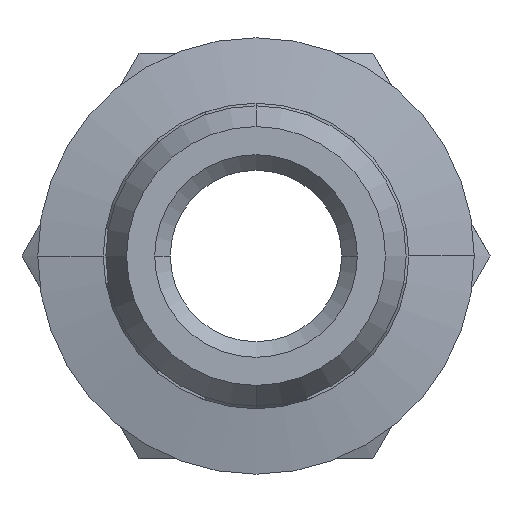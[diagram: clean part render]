
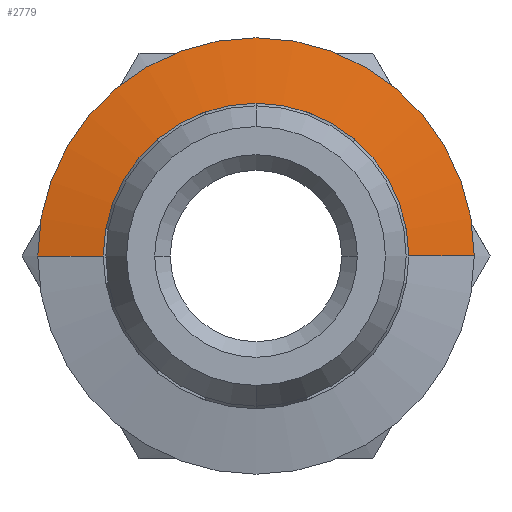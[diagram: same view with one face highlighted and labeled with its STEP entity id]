
A CAD part, front view. The second image highlights one B-rep face of the part: STEP entity #2779.
In plain terms, the highlighted conical face has half-angle 79.216 degrees and reference radius 4.9 mm.
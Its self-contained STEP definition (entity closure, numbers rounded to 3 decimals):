
#65 = FACE_OUTER_BOUND ( 'NONE', #802, .T. ) ;
#73 = CONICAL_SURFACE ( 'NONE', #1877, 4.9, 1.383 ) ;
#387 = CIRCLE ( 'NONE', #1194, 7. ) ;
#388 = CIRCLE ( 'NONE', #1192, 4.9 ) ;
#518 = LINE ( 'NONE', #965, #520 ) ;
#519 = LINE ( 'NONE', #982, #522 ) ;
#520 = VECTOR ( 'NONE', #971, 1000. ) ;
#522 = VECTOR ( 'NONE', #983, 1000. ) ;
#615 = VERTEX_POINT ( 'NONE', #1485 ) ;
#626 = VERTEX_POINT ( 'NONE', #1496 ) ;
#628 = VERTEX_POINT ( 'NONE', #1498 ) ;
#677 = VERTEX_POINT ( 'NONE', #3325 ) ;
#802 = EDGE_LOOP ( 'NONE', ( #3388, #3387, #3386, #3385 ) ) ;
#965 = CARTESIAN_POINT ( 'NONE',  ( 4.9, 4.7, 0. ) ) ;
#971 = DIRECTION ( 'NONE',  ( 0.982, 0.187, 0. ) ) ;
#982 = CARTESIAN_POINT ( 'NONE',  ( -4.9, 4.7, 0. ) ) ;
#983 = DIRECTION ( 'NONE',  ( -0.982, 0.187, 0. ) ) ;
#1192 = AXIS2_PLACEMENT_3D ( 'NONE', #2032, #2033, #2034 ) ;
#1194 = AXIS2_PLACEMENT_3D ( 'NONE', #2041, #2042, #2043 ) ;
#1392 = CARTESIAN_POINT ( 'NONE',  ( 0., 4.7, 0. ) ) ;
#1393 = DIRECTION ( 'NONE',  ( 0., 1., 0. ) ) ;
#1401 = DIRECTION ( 'NONE',  ( -1., 0., 0. ) ) ;
#1485 = CARTESIAN_POINT ( 'NONE',  ( 7., 5.1, 0. ) ) ;
#1496 = CARTESIAN_POINT ( 'NONE',  ( 4.9, 4.7, 0. ) ) ;
#1498 = CARTESIAN_POINT ( 'NONE',  ( -7., 5.1, 0. ) ) ;
#1877 = AXIS2_PLACEMENT_3D ( 'NONE', #1392, #1393, #1401 ) ;
#2032 = CARTESIAN_POINT ( 'NONE',  ( 0., 4.7, 0. ) ) ;
#2033 = DIRECTION ( 'NONE',  ( 0., -1., 0. ) ) ;
#2034 = DIRECTION ( 'NONE',  ( 1., 0., 0. ) ) ;
#2041 = CARTESIAN_POINT ( 'NONE',  ( 0., 5.1, 0. ) ) ;
#2042 = DIRECTION ( 'NONE',  ( 0., -1., 0. ) ) ;
#2043 = DIRECTION ( 'NONE',  ( 1., 0., 0. ) ) ;
#2779 = ADVANCED_FACE ( 'NONE', ( #65 ), #73, .T. ) ;
#2808 = EDGE_CURVE ( 'NONE', #626, #677, #388, .T. ) ;
#2811 = EDGE_CURVE ( 'NONE', #615, #628, #387, .T. ) ;
#2930 = EDGE_CURVE ( 'NONE', #626, #615, #518, .T. ) ;
#2931 = EDGE_CURVE ( 'NONE', #677, #628, #519, .T. ) ;
#3325 = CARTESIAN_POINT ( 'NONE',  ( -4.9, 4.7, 0. ) ) ;
#3385 = ORIENTED_EDGE ( 'NONE', *, *, #2931, .F. ) ;
#3386 = ORIENTED_EDGE ( 'NONE', *, *, #2811, .T. ) ;
#3387 = ORIENTED_EDGE ( 'NONE', *, *, #2930, .T. ) ;
#3388 = ORIENTED_EDGE ( 'NONE', *, *, #2808, .F. ) ;
